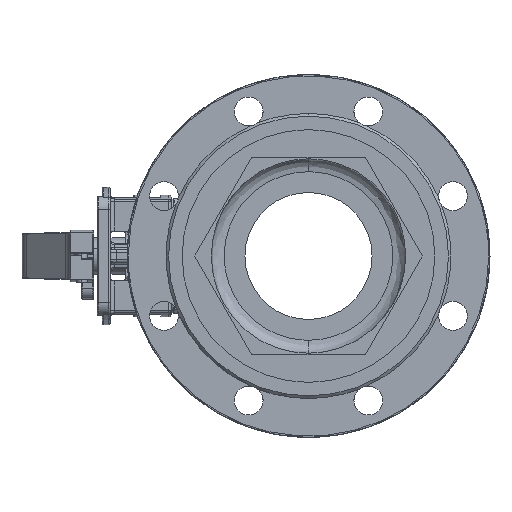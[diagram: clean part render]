
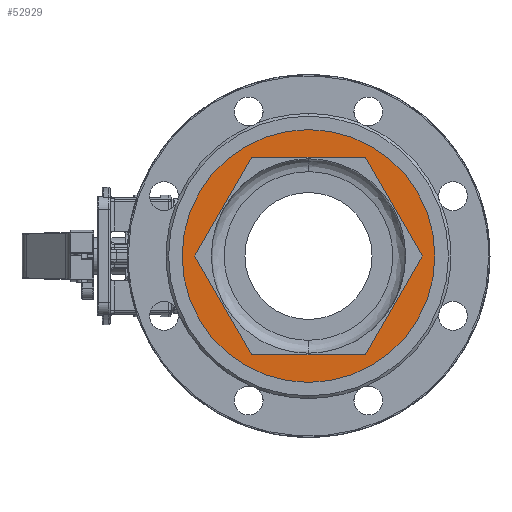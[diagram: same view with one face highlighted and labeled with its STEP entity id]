
A CAD part, left-side view. The second image highlights one B-rep face of the part: STEP entity #52929.
In plain terms, the highlighted planar face has unit normal (-1, 0, 0).
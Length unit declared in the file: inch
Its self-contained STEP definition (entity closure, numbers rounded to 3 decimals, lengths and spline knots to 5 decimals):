
#651 = ORIENTED_EDGE ( 'NONE', *, *, #47126, .T. ) ;
#851 = DIRECTION ( 'NONE',  ( -1., 0., 0. ) ) ;
#1607 = EDGE_CURVE ( 'NONE', #9050, #5695, #61603, .T. ) ;
#1854 = LINE ( 'NONE', #29317, #62295 ) ;
#5358 = VERTEX_POINT ( 'NONE', #57282 ) ;
#5375 = AXIS2_PLACEMENT_3D ( 'NONE', #53827, #62328, #56635 ) ;
#5661 = EDGE_CURVE ( 'NONE', #8868, #19761, #1854, .T. ) ;
#5695 = VERTEX_POINT ( 'NONE', #61486 ) ;
#5955 = ORIENTED_EDGE ( 'NONE', *, *, #68649, .T. ) ;
#6208 = CARTESIAN_POINT ( 'NONE',  ( 0., 1.7275, 2.99213 ) ) ;
#7545 = VECTOR ( 'NONE', #50556, 39.37008 ) ;
#7851 = LINE ( 'NONE', #35695, #10857 ) ;
#8245 = CARTESIAN_POINT ( 'NONE',  ( 0., -1.7275, 2.99213 ) ) ;
#8868 = VERTEX_POINT ( 'NONE', #49888 ) ;
#9050 = VERTEX_POINT ( 'NONE', #21227 ) ;
#10140 = DIRECTION ( 'NONE',  ( 0., 0., -1. ) ) ;
#10626 = FACE_BOUND ( 'NONE', #11795, .T. ) ;
#10857 = VECTOR ( 'NONE', #12842, 39.37008 ) ;
#11795 = EDGE_LOOP ( 'NONE', ( #37490, #17497, #5955, #651, #14983, #32763 ) ) ;
#12842 = DIRECTION ( 'NONE',  ( 0., 1., 0. ) ) ;
#12966 = CARTESIAN_POINT ( 'NONE',  ( 0., 0., 2.99213 ) ) ;
#14293 = DIRECTION ( 'NONE',  ( 0., -0.5, -0.866 ) ) ;
#14983 = ORIENTED_EDGE ( 'NONE', *, *, #47615, .T. ) ;
#17497 = ORIENTED_EDGE ( 'NONE', *, *, #5661, .T. ) ;
#17575 = CARTESIAN_POINT ( 'NONE',  ( 0., 3.45501, 0. ) ) ;
#17844 = AXIS2_PLACEMENT_3D ( 'NONE', #27969, #851, #10140 ) ;
#18661 = LINE ( 'NONE', #12966, #48971 ) ;
#18714 = CARTESIAN_POINT ( 'NONE',  ( 0., -3.45501, 0. ) ) ;
#19761 = VERTEX_POINT ( 'NONE', #17575 ) ;
#20996 = CARTESIAN_POINT ( 'NONE',  ( 0., 0., 0. ) ) ;
#21227 = CARTESIAN_POINT ( 'NONE',  ( 0., -3.45501, 0. ) ) ;
#26354 = PLANE ( 'NONE',  #35639 ) ;
#27969 = CARTESIAN_POINT ( 'NONE',  ( 0., 0., 0. ) ) ;
#29317 = CARTESIAN_POINT ( 'NONE',  ( 0., 1.7275, -2.99213 ) ) ;
#30860 = CARTESIAN_POINT ( 'NONE',  ( 0., 3.45501, 0. ) ) ;
#31710 = DIRECTION ( 'NONE',  ( -1., 0., 0. ) ) ;
#32763 = ORIENTED_EDGE ( 'NONE', *, *, #1607, .T. ) ;
#33127 = ORIENTED_EDGE ( 'NONE', *, *, #68868, .T. ) ;
#33806 = VECTOR ( 'NONE', #52695, 39.37008 ) ;
#35126 = VERTEX_POINT ( 'NONE', #6208 ) ;
#35639 = AXIS2_PLACEMENT_3D ( 'NONE', #20996, #31710, #49214 ) ;
#35695 = CARTESIAN_POINT ( 'NONE',  ( 0., 0., -2.99213 ) ) ;
#37490 = ORIENTED_EDGE ( 'NONE', *, *, #64193, .T. ) ;
#38446 = CIRCLE ( 'NONE', #5375, 3.83858 ) ;
#40273 = VERTEX_POINT ( 'NONE', #60944 ) ;
#40762 = LINE ( 'NONE', #8245, #59308 ) ;
#42455 = EDGE_CURVE ( 'NONE', #5358, #40273, #38446, .T. ) ;
#47126 = EDGE_CURVE ( 'NONE', #35126, #64243, #18661, .T. ) ;
#47615 = EDGE_CURVE ( 'NONE', #64243, #9050, #40762, .T. ) ;
#48971 = VECTOR ( 'NONE', #67977, 39.37008 ) ;
#49214 = DIRECTION ( 'NONE',  ( 0., 0., 1. ) ) ;
#49888 = CARTESIAN_POINT ( 'NONE',  ( 0., 1.7275, -2.99213 ) ) ;
#50556 = DIRECTION ( 'NONE',  ( 0., 0.5, -0.866 ) ) ;
#51136 = DIRECTION ( 'NONE',  ( 0., 0.5, 0.866 ) ) ;
#52695 = DIRECTION ( 'NONE',  ( 0., -0.5, 0.866 ) ) ;
#52929 = ADVANCED_FACE ( 'NONE', ( #59227, #10626 ), #26354, .T. ) ;
#53827 = CARTESIAN_POINT ( 'NONE',  ( 0., 0., 0. ) ) ;
#56635 = DIRECTION ( 'NONE',  ( 0., 0., -1. ) ) ;
#57282 = CARTESIAN_POINT ( 'NONE',  ( 0., 0., 3.83858 ) ) ;
#58046 = LINE ( 'NONE', #30860, #33806 ) ;
#58210 = CARTESIAN_POINT ( 'NONE',  ( 0., -1.7275, 2.99213 ) ) ;
#59227 = FACE_OUTER_BOUND ( 'NONE', #63782, .T. ) ;
#59308 = VECTOR ( 'NONE', #14293, 39.37008 ) ;
#60944 = CARTESIAN_POINT ( 'NONE',  ( 0., 0., -3.83858 ) ) ;
#61486 = CARTESIAN_POINT ( 'NONE',  ( 0., -1.7275, -2.99213 ) ) ;
#61603 = LINE ( 'NONE', #18714, #7545 ) ;
#62295 = VECTOR ( 'NONE', #51136, 39.37008 ) ;
#62328 = DIRECTION ( 'NONE',  ( -1., 0., 0. ) ) ;
#63361 = ORIENTED_EDGE ( 'NONE', *, *, #42455, .T. ) ;
#63782 = EDGE_LOOP ( 'NONE', ( #33127, #63361 ) ) ;
#64193 = EDGE_CURVE ( 'NONE', #5695, #8868, #7851, .T. ) ;
#64243 = VERTEX_POINT ( 'NONE', #58210 ) ;
#66869 = CIRCLE ( 'NONE', #17844, 3.83858 ) ;
#67977 = DIRECTION ( 'NONE',  ( 0., -1., 0. ) ) ;
#68649 = EDGE_CURVE ( 'NONE', #19761, #35126, #58046, .T. ) ;
#68868 = EDGE_CURVE ( 'NONE', #40273, #5358, #66869, .T. ) ;
